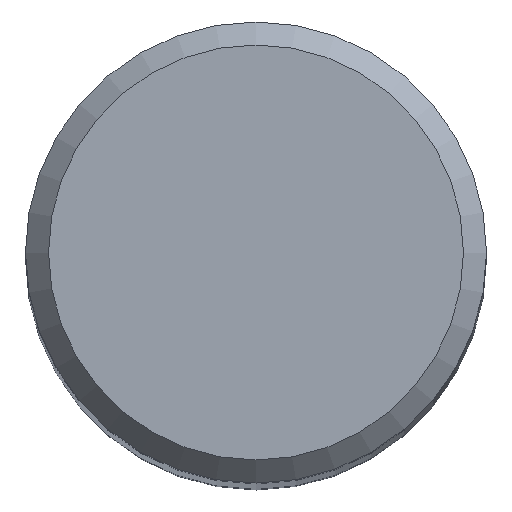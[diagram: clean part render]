
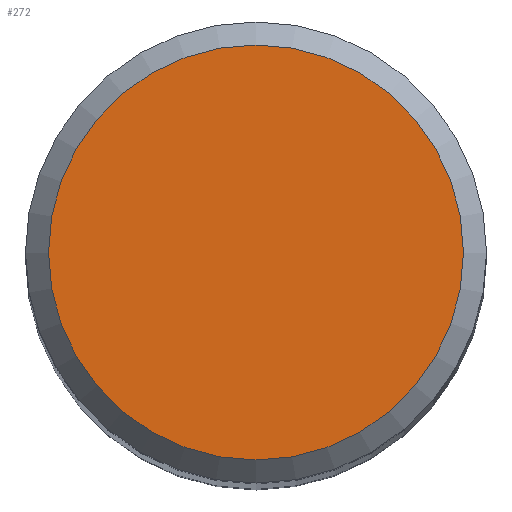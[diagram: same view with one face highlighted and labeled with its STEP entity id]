
A CAD part, top view. The second image highlights one B-rep face of the part: STEP entity #272.
In plain terms, the highlighted planar face has unit normal (0, 0, 1).
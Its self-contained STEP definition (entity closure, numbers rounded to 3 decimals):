
#232 = VERTEX_POINT('', #233);
#233 = CARTESIAN_POINT('', (-3.6, 0., 0.));
#239 = EDGE_CURVE('', #232, #232, #240, .T.);
#240 = CIRCLE('', #241, 3.6);
#241 = AXIS2_PLACEMENT_3D('', #242, #243, #244);
#242 = CARTESIAN_POINT('', (0., 0., 0.));
#243 = DIRECTION('', (0., 0., -1.));
#244 = DIRECTION('', (-1., 0., 0.));
#272 = ADVANCED_FACE('', (#273), #276, .T.);
#273 = FACE_OUTER_BOUND('', #274, .T.);
#274 = EDGE_LOOP('', (#275));
#275 = ORIENTED_EDGE('', *, *, #239, .F.);
#276 = PLANE('', #277);
#277 = AXIS2_PLACEMENT_3D('', #278, #279, #280);
#278 = CARTESIAN_POINT('', (5.6, -5.6, 0.));
#279 = DIRECTION('', (0., 0., 1.));
#280 = DIRECTION('', (0., 1., 0.));
